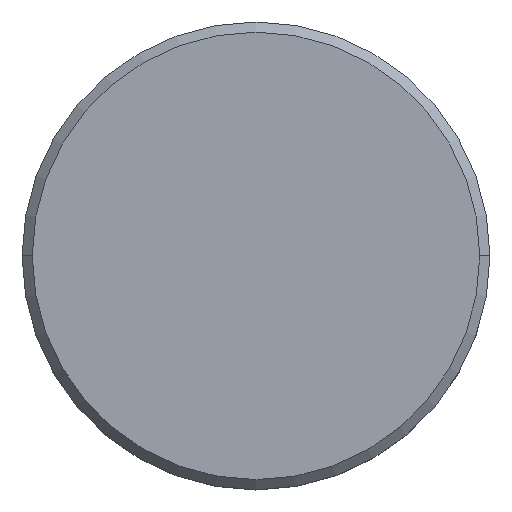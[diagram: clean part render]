
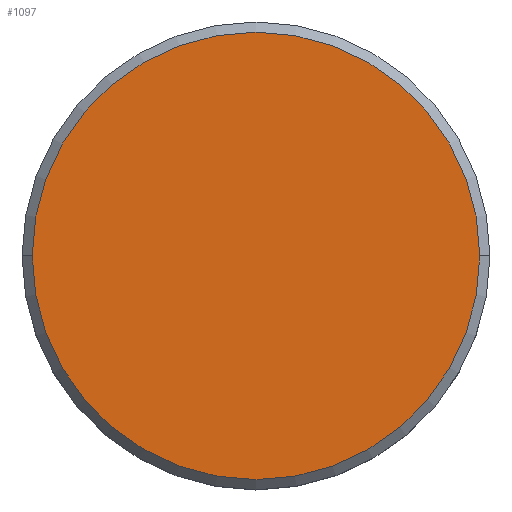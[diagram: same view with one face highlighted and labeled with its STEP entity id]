
A CAD part, top view. The second image highlights one B-rep face of the part: STEP entity #1097.
In plain terms, the highlighted planar face has unit normal (0, 0, 1).
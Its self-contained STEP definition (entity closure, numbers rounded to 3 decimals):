
#76 = DIRECTION ( 'NONE',  ( 1., 0., 0. ) ) ;
#281 = ORIENTED_EDGE ( 'NONE', *, *, #417, .T. ) ;
#340 = DIRECTION ( 'NONE',  ( 1., 0., 0. ) ) ;
#371 = CIRCLE ( 'NONE', #616, 11. ) ;
#417 = EDGE_CURVE ( 'NONE', #944, #785, #371, .T. ) ;
#428 = CARTESIAN_POINT ( 'NONE',  ( 0., 0., 0. ) ) ;
#431 = FACE_OUTER_BOUND ( 'NONE', #520, .T. ) ;
#437 = EDGE_CURVE ( 'NONE', #785, #944, #527, .T. ) ;
#441 = DIRECTION ( 'NONE',  ( 1., 0., 0. ) ) ;
#468 = CARTESIAN_POINT ( 'NONE',  ( -11., 0., 0. ) ) ;
#520 = EDGE_LOOP ( 'NONE', ( #609, #281 ) ) ;
#527 = CIRCLE ( 'NONE', #639, 11. ) ;
#590 = CARTESIAN_POINT ( 'NONE',  ( 11., 0., 0. ) ) ;
#609 = ORIENTED_EDGE ( 'NONE', *, *, #437, .T. ) ;
#616 = AXIS2_PLACEMENT_3D ( 'NONE', #691, #1135, #441 ) ;
#639 = AXIS2_PLACEMENT_3D ( 'NONE', #428, #1041, #76 ) ;
#691 = CARTESIAN_POINT ( 'NONE',  ( 0., 0., 0. ) ) ;
#785 = VERTEX_POINT ( 'NONE', #468 ) ;
#944 = VERTEX_POINT ( 'NONE', #590 ) ;
#972 = CARTESIAN_POINT ( 'NONE',  ( 0., 0., 0. ) ) ;
#981 = PLANE ( 'NONE',  #1048 ) ;
#1041 = DIRECTION ( 'NONE',  ( 0., 0., 1. ) ) ;
#1048 = AXIS2_PLACEMENT_3D ( 'NONE', #972, #1115, #340 ) ;
#1097 = ADVANCED_FACE ( 'NONE', ( #431 ), #981, .T. ) ;
#1115 = DIRECTION ( 'NONE',  ( 0., 0., 1. ) ) ;
#1135 = DIRECTION ( 'NONE',  ( 0., 0., 1. ) ) ;
